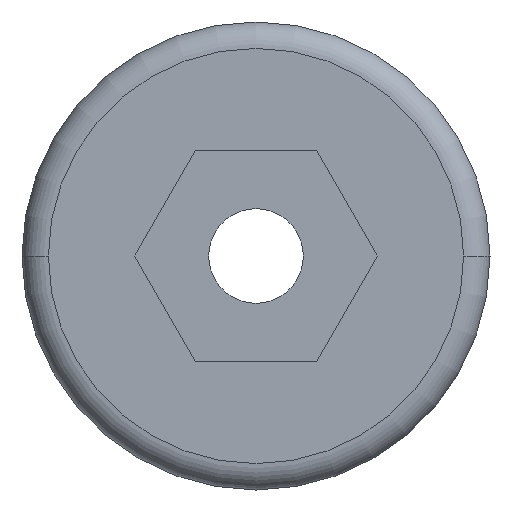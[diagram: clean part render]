
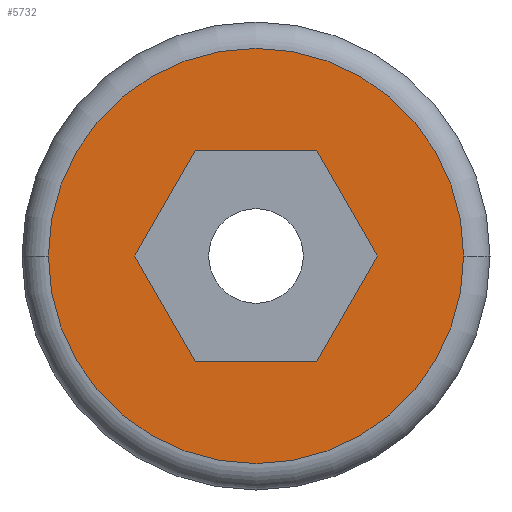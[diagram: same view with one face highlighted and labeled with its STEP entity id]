
A CAD part, left-side view. The second image highlights one B-rep face of the part: STEP entity #5732.
In plain terms, the highlighted planar face has unit normal (-1, 0, 0).
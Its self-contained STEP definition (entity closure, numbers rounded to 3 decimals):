
#2830=DIRECTION('',(0.,-0.5,0.866));
#2831=VECTOR('',#2830,1.166);
#2832=CARTESIAN_POINT('',(-2.43,1.166,0.));
#2833=LINE('',#2832,#2831);
#2834=DIRECTION('',(0.,0.5,0.866));
#2835=VECTOR('',#2834,1.166);
#2836=CARTESIAN_POINT('',(-2.43,0.583,-1.01));
#2837=LINE('',#2836,#2835);
#2838=DIRECTION('',(0.,1.,0.));
#2839=VECTOR('',#2838,1.166);
#2840=CARTESIAN_POINT('',(-2.43,-0.583,-1.01));
#2841=LINE('',#2840,#2839);
#2842=DIRECTION('',(0.,0.5,-0.866));
#2843=VECTOR('',#2842,1.166);
#2844=CARTESIAN_POINT('',(-2.43,-1.166,0.));
#2845=LINE('',#2844,#2843);
#2846=DIRECTION('',(0.,-0.5,-0.866));
#2847=VECTOR('',#2846,1.166);
#2848=CARTESIAN_POINT('',(-2.43,-0.583,1.01));
#2849=LINE('',#2848,#2847);
#2850=DIRECTION('',(0.,-1.,0.));
#2851=VECTOR('',#2850,1.166);
#2852=CARTESIAN_POINT('',(-2.43,0.583,1.01));
#2853=LINE('',#2852,#2851);
#2854=CARTESIAN_POINT('',(-2.43,0.,0.));
#2855=DIRECTION('',(-1.,0.,0.));
#2856=DIRECTION('',(0.,1.,0.));
#2857=AXIS2_PLACEMENT_3D('',#2854,#2855,#2856);
#2859=CARTESIAN_POINT('',(-2.43,0.,0.));
#2860=DIRECTION('',(-1.,0.,0.));
#2861=DIRECTION('',(0.,-1.,0.));
#2862=AXIS2_PLACEMENT_3D('',#2859,#2860,#2861);
#3085=CARTESIAN_POINT('',(-2.43,1.166,0.));
#3086=CARTESIAN_POINT('',(-2.43,0.583,1.01));
#3087=VERTEX_POINT('',#3085);
#3088=VERTEX_POINT('',#3086);
#3089=CARTESIAN_POINT('',(-2.43,-0.583,1.01));
#3090=VERTEX_POINT('',#3089);
#3091=CARTESIAN_POINT('',(-2.43,-1.166,0.));
#3092=VERTEX_POINT('',#3091);
#3093=CARTESIAN_POINT('',(-2.43,-0.583,-1.01));
#3094=VERTEX_POINT('',#3093);
#3095=CARTESIAN_POINT('',(-2.43,0.583,-1.01));
#3096=VERTEX_POINT('',#3095);
#3097=CARTESIAN_POINT('',(-2.43,1.996,0.));
#3098=CARTESIAN_POINT('',(-2.43,-1.996,0.));
#3099=VERTEX_POINT('',#3097);
#3100=VERTEX_POINT('',#3098);
#5708=CARTESIAN_POINT('',(-2.43,0.,0.));
#5709=DIRECTION('',(1.,0.,0.));
#5710=DIRECTION('',(0.,-1.,0.));
#5711=AXIS2_PLACEMENT_3D('',#5708,#5709,#5710);
#5712=PLANE('',#5711);
#5714=ORIENTED_EDGE('',*,*,#5713,.F.);
#5715=ORIENTED_EDGE('',*,*,#5698,.F.);
#5716=EDGE_LOOP('',(#5714,#5715));
#5717=FACE_OUTER_BOUND('',#5716,.F.);
#5719=ORIENTED_EDGE('',*,*,#5718,.F.);
#5721=ORIENTED_EDGE('',*,*,#5720,.F.);
#5723=ORIENTED_EDGE('',*,*,#5722,.F.);
#5725=ORIENTED_EDGE('',*,*,#5724,.F.);
#5727=ORIENTED_EDGE('',*,*,#5726,.F.);
#5729=ORIENTED_EDGE('',*,*,#5728,.F.);
#5730=EDGE_LOOP('',(#5719,#5721,#5723,#5725,#5727,#5729));
#5731=FACE_BOUND('',#5730,.F.);
#2858=CIRCLE('',#2857,1.996);
#2863=CIRCLE('',#2862,1.996);
#5698=EDGE_CURVE('',#3100,#3099,#2863,.T.);
#5713=EDGE_CURVE('',#3099,#3100,#2858,.T.);
#5718=EDGE_CURVE('',#3087,#3088,#2833,.T.);
#5720=EDGE_CURVE('',#3096,#3087,#2837,.T.);
#5722=EDGE_CURVE('',#3094,#3096,#2841,.T.);
#5724=EDGE_CURVE('',#3092,#3094,#2845,.T.);
#5726=EDGE_CURVE('',#3090,#3092,#2849,.T.);
#5728=EDGE_CURVE('',#3088,#3090,#2853,.T.);
#5732=ADVANCED_FACE('',(#5717,#5731),#5712,.F.);
